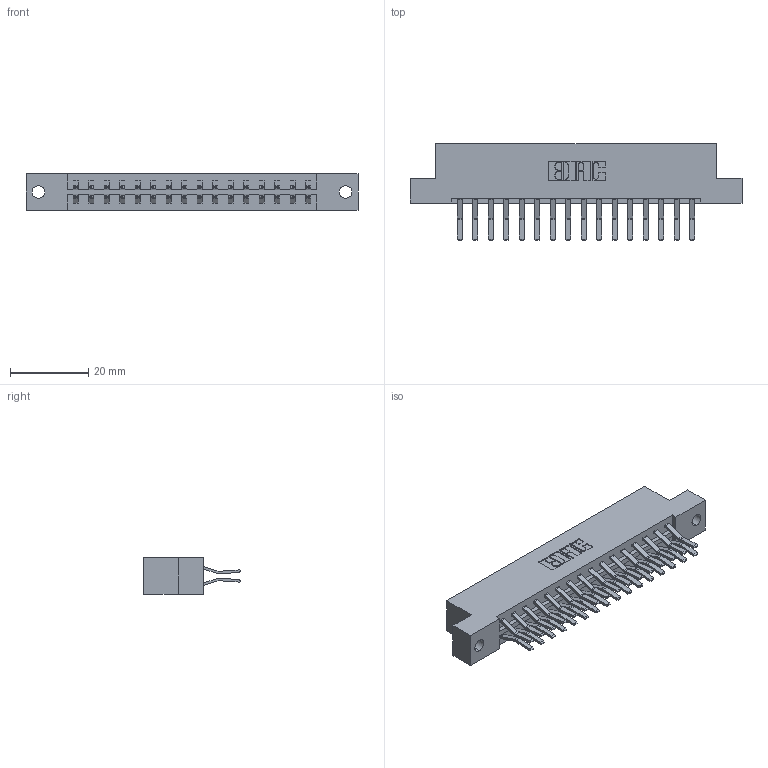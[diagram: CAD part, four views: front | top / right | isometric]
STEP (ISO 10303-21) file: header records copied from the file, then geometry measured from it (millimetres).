
FILE_DESCRIPTION (( 'STEP AP203' ), '1' );
FILE_NAME ('333-032-560-202.STEP', '2018-08-02T20:51:30', ( '' ), ( '' ), 'SwSTEP 2.0', 'SolidWorks 2016', '' );
FILE_SCHEMA (( 'CONFIG_CONTROL_DESIGN' ));
Length unit declared in the file: inch
Products named in the file (3): 333-032-560-202; 333 Part_Flush - .128 Dia; 345-292-001_560 Tail
Assembly tree (33 placements, depth 2):
  333-032-560-202
    333 Part_Flush - .128 Dia
    345-292-001_560 Tail  x32
Bounding box: 84.94 x 24.78 x 9.4 mm (x, y, z)
Volume: 8601.6 mm3; surface area: 10214.8 mm2
Topology: 33 solids, 33 shells, 1842 faces, 5463 edges, 3598 vertices
Faces by surface type: plane 1222, cylinder 620
Entity records: 13747 total; most frequent: CARTESIAN_POINT 2310, ORIENTED_EDGE 2246, DIRECTION 2023, EDGE_CURVE 1123, LINE 991, VECTOR 991, VERTEX_POINT 746, AXIS2_PLACEMENT_3D 516
